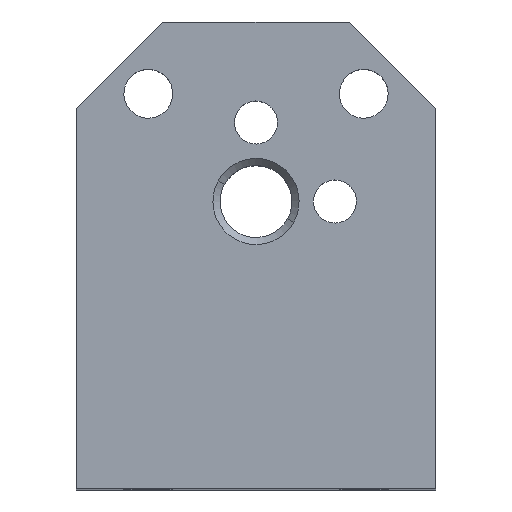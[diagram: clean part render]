
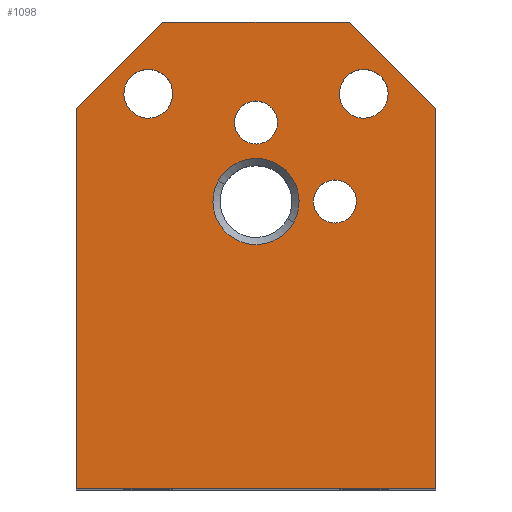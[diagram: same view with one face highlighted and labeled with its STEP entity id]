
A CAD part, top view. The second image highlights one B-rep face of the part: STEP entity #1098.
In plain terms, the highlighted planar face has unit normal (0, 0, 1).
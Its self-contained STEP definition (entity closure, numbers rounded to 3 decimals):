
#63=CARTESIAN_POINT('Vertex',(8.367,1.438,0.)) ;
#77=CARTESIAN_POINT('Vertex',(13.633,-1.438,0.)) ;
#80=CARTESIAN_POINT('Axis2P3D Location',(11.,0.,0.)) ;
#97=CARTESIAN_POINT('Axis2P3D Location',(11.,0.,0.)) ;
#120=CARTESIAN_POINT('Vertex',(-25.,13.,0.)) ;
#155=CARTESIAN_POINT('Vertex',(-25.,-40.,0.)) ;
#158=CARTESIAN_POINT('Line Origine',(-25.,-13.5,0.)) ;
#178=CARTESIAN_POINT('Line Origine',(0.,-40.,0.)) ;
#182=CARTESIAN_POINT('Vertex',(25.,-40.,0.)) ;
#732=CARTESIAN_POINT('Vertex',(-5.265,2.877,0.)) ;
#735=CARTESIAN_POINT('Axis2P3D Location',(0.,0.,0.)) ;
#739=CARTESIAN_POINT('Vertex',(5.265,-2.877,0.)) ;
#759=CARTESIAN_POINT('Axis2P3D Location',(0.,0.,0.)) ;
#782=CARTESIAN_POINT('Vertex',(-17.984,16.63,0.)) ;
#796=CARTESIAN_POINT('Vertex',(-12.016,13.37,0.)) ;
#799=CARTESIAN_POINT('Axis2P3D Location',(-15.,15.,0.)) ;
#816=CARTESIAN_POINT('Axis2P3D Location',(-15.,15.,0.)) ;
#839=CARTESIAN_POINT('Vertex',(13.37,12.016,0.)) ;
#853=CARTESIAN_POINT('Vertex',(16.63,17.984,0.)) ;
#856=CARTESIAN_POINT('Axis2P3D Location',(15.,15.,0.)) ;
#873=CARTESIAN_POINT('Axis2P3D Location',(15.,15.,0.)) ;
#890=CARTESIAN_POINT('Line Origine',(-19.,19.,0.)) ;
#894=CARTESIAN_POINT('Vertex',(-13.,25.,0.)) ;
#921=CARTESIAN_POINT('Line Origine',(0.,25.,0.)) ;
#925=CARTESIAN_POINT('Vertex',(13.,25.,0.)) ;
#958=CARTESIAN_POINT('Vertex',(25.,13.,0.)) ;
#966=CARTESIAN_POINT('Line Origine',(19.,19.,0.)) ;
#983=CARTESIAN_POINT('Line Origine',(25.,-13.5,0.)) ;
#1051=CARTESIAN_POINT('Axis2P3D Location',(0.,25.,0.)) ;
#1064=CARTESIAN_POINT('Axis2P3D Location',(0.,11.,0.)) ;
#1068=CARTESIAN_POINT('Vertex',(1.438,13.633,0.)) ;
#1070=CARTESIAN_POINT('Vertex',(-1.438,8.367,0.)) ;
#1073=CARTESIAN_POINT('Axis2P3D Location',(0.,11.,0.)) ;
#81=DIRECTION('Axis2P3D Direction',(0.,-0.,-1.)) ;
#98=DIRECTION('Axis2P3D Direction',(0.,-0.,-1.)) ;
#159=DIRECTION('Vector Direction',(0.,-1.,0.)) ;
#179=DIRECTION('Vector Direction',(1.,0.,0.)) ;
#736=DIRECTION('Axis2P3D Direction',(0.,0.,1.)) ;
#760=DIRECTION('Axis2P3D Direction',(0.,0.,1.)) ;
#800=DIRECTION('Axis2P3D Direction',(0.,0.,-1.)) ;
#817=DIRECTION('Axis2P3D Direction',(0.,0.,-1.)) ;
#857=DIRECTION('Axis2P3D Direction',(-0.,0.,-1.)) ;
#874=DIRECTION('Axis2P3D Direction',(-0.,0.,-1.)) ;
#891=DIRECTION('Vector Direction',(-0.707,-0.707,0.)) ;
#922=DIRECTION('Vector Direction',(1.,0.,0.)) ;
#967=DIRECTION('Vector Direction',(0.707,-0.707,0.)) ;
#984=DIRECTION('Vector Direction',(0.,-1.,0.)) ;
#1052=DIRECTION('Axis2P3D Direction',(-0.,0.,1.)) ;
#1053=DIRECTION('Axis2P3D XDirection',(0.,-1.,0.)) ;
#1065=DIRECTION('Axis2P3D Direction',(-0.,0.,1.)) ;
#1074=DIRECTION('Axis2P3D Direction',(-0.,0.,1.)) ;
#82=AXIS2_PLACEMENT_3D('Circle Axis2P3D',#80,#81,$) ;
#99=AXIS2_PLACEMENT_3D('Circle Axis2P3D',#97,#98,$) ;
#737=AXIS2_PLACEMENT_3D('Circle Axis2P3D',#735,#736,$) ;
#761=AXIS2_PLACEMENT_3D('Circle Axis2P3D',#759,#760,$) ;
#801=AXIS2_PLACEMENT_3D('Circle Axis2P3D',#799,#800,$) ;
#818=AXIS2_PLACEMENT_3D('Circle Axis2P3D',#816,#817,$) ;
#858=AXIS2_PLACEMENT_3D('Circle Axis2P3D',#856,#857,$) ;
#875=AXIS2_PLACEMENT_3D('Circle Axis2P3D',#873,#874,$) ;
#1054=AXIS2_PLACEMENT_3D('Plane Axis2P3D',#1051,#1052,#1053) ;
#1066=AXIS2_PLACEMENT_3D('Circle Axis2P3D',#1064,#1065,$) ;
#1075=AXIS2_PLACEMENT_3D('Circle Axis2P3D',#1073,#1074,$) ;
#1057=ORIENTED_EDGE('',*,*,#162,.T.) ;
#1058=ORIENTED_EDGE('',*,*,#184,.T.) ;
#1059=ORIENTED_EDGE('',*,*,#987,.F.) ;
#1060=ORIENTED_EDGE('',*,*,#970,.F.) ;
#1061=ORIENTED_EDGE('',*,*,#927,.F.) ;
#1062=ORIENTED_EDGE('',*,*,#896,.F.) ;
#1079=ORIENTED_EDGE('',*,*,#1072,.F.) ;
#1080=ORIENTED_EDGE('',*,*,#1077,.F.) ;
#1083=ORIENTED_EDGE('',*,*,#101,.F.) ;
#1084=ORIENTED_EDGE('',*,*,#84,.F.) ;
#1087=ORIENTED_EDGE('',*,*,#877,.F.) ;
#1088=ORIENTED_EDGE('',*,*,#860,.F.) ;
#1091=ORIENTED_EDGE('',*,*,#820,.F.) ;
#1092=ORIENTED_EDGE('',*,*,#803,.F.) ;
#1095=ORIENTED_EDGE('',*,*,#763,.F.) ;
#1096=ORIENTED_EDGE('',*,*,#741,.F.) ;
#1081=FACE_BOUND('',#1078,.T.) ;
#1085=FACE_BOUND('',#1082,.T.) ;
#1089=FACE_BOUND('',#1086,.T.) ;
#1093=FACE_BOUND('',#1090,.T.) ;
#1097=FACE_BOUND('',#1094,.T.) ;
#160=VECTOR('Line Direction',#159,1.) ;
#180=VECTOR('Line Direction',#179,1.) ;
#892=VECTOR('Line Direction',#891,1.) ;
#923=VECTOR('Line Direction',#922,1.) ;
#968=VECTOR('Line Direction',#967,1.) ;
#985=VECTOR('Line Direction',#984,1.) ;
#1098=ADVANCED_FACE('PartBody',(#1063,#1081,#1085,#1089,#1093,#1097),#1055,.T.) ;
#83=CIRCLE('generated circle',#82,3.) ;
#100=CIRCLE('generated circle',#99,3.) ;
#738=CIRCLE('generated circle',#737,6.) ;
#762=CIRCLE('generated circle',#761,6.) ;
#802=CIRCLE('generated circle',#801,3.4) ;
#819=CIRCLE('generated circle',#818,3.4) ;
#859=CIRCLE('generated circle',#858,3.4) ;
#876=CIRCLE('generated circle',#875,3.4) ;
#1067=CIRCLE('generated circle',#1066,3.) ;
#1076=CIRCLE('generated circle',#1075,3.) ;
#84=EDGE_CURVE('',#78,#64,#83,.F.) ;
#101=EDGE_CURVE('',#64,#78,#100,.F.) ;
#162=EDGE_CURVE('',#121,#156,#161,.T.) ;
#184=EDGE_CURVE('',#156,#183,#181,.T.) ;
#741=EDGE_CURVE('',#733,#740,#738,.T.) ;
#763=EDGE_CURVE('',#740,#733,#762,.T.) ;
#803=EDGE_CURVE('',#797,#783,#802,.F.) ;
#820=EDGE_CURVE('',#783,#797,#819,.F.) ;
#860=EDGE_CURVE('',#854,#840,#859,.F.) ;
#877=EDGE_CURVE('',#840,#854,#876,.F.) ;
#896=EDGE_CURVE('',#121,#895,#893,.F.) ;
#927=EDGE_CURVE('',#895,#926,#924,.T.) ;
#970=EDGE_CURVE('',#926,#959,#969,.T.) ;
#987=EDGE_CURVE('',#959,#183,#986,.T.) ;
#1072=EDGE_CURVE('',#1069,#1071,#1067,.T.) ;
#1077=EDGE_CURVE('',#1071,#1069,#1076,.T.) ;
#1056=EDGE_LOOP('',(#1057,#1058,#1059,#1060,#1061,#1062)) ;
#1078=EDGE_LOOP('',(#1079,#1080)) ;
#1082=EDGE_LOOP('',(#1083,#1084)) ;
#1086=EDGE_LOOP('',(#1087,#1088)) ;
#1090=EDGE_LOOP('',(#1091,#1092)) ;
#1094=EDGE_LOOP('',(#1095,#1096)) ;
#1063=FACE_OUTER_BOUND('',#1056,.T.) ;
#161=LINE('Line',#158,#160) ;
#181=LINE('Line',#178,#180) ;
#893=LINE('Line',#890,#892) ;
#924=LINE('Line',#921,#923) ;
#969=LINE('Line',#966,#968) ;
#986=LINE('Line',#983,#985) ;
#1055=PLANE('',#1054) ;
#64=VERTEX_POINT('',#63) ;
#78=VERTEX_POINT('',#77) ;
#121=VERTEX_POINT('',#120) ;
#156=VERTEX_POINT('',#155) ;
#183=VERTEX_POINT('',#182) ;
#733=VERTEX_POINT('',#732) ;
#740=VERTEX_POINT('',#739) ;
#783=VERTEX_POINT('',#782) ;
#797=VERTEX_POINT('',#796) ;
#840=VERTEX_POINT('',#839) ;
#854=VERTEX_POINT('',#853) ;
#895=VERTEX_POINT('',#894) ;
#926=VERTEX_POINT('',#925) ;
#959=VERTEX_POINT('',#958) ;
#1069=VERTEX_POINT('',#1068) ;
#1071=VERTEX_POINT('',#1070) ;
